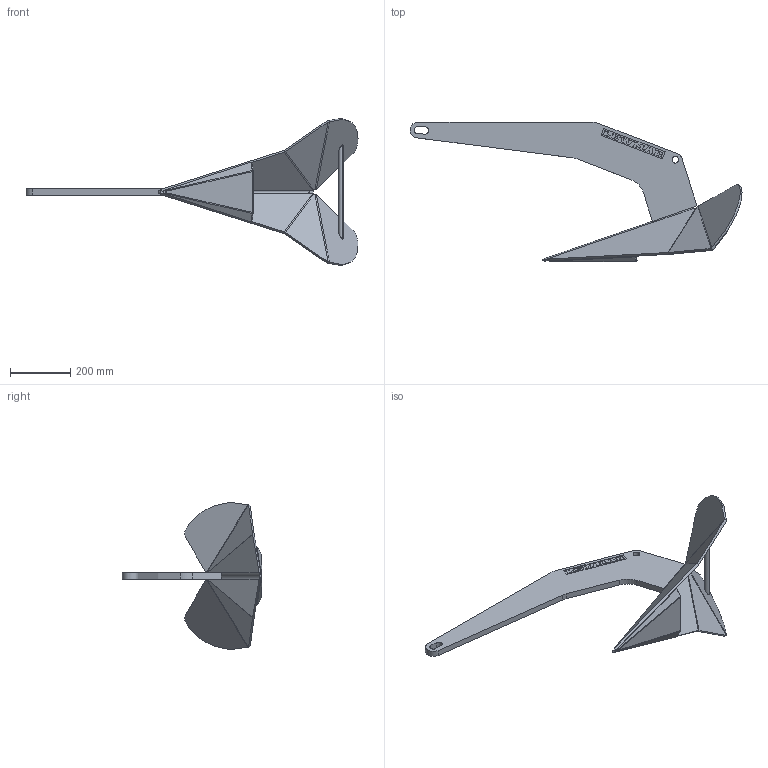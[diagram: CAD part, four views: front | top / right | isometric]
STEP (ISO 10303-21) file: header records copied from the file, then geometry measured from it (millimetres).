
FILE_DESCRIPTION((''),'2;1');
FILE_NAME('69000524_ASM','2013-01-08T',('mdance'),(''),'PRO/ENGINEER BY PARAMETRIC TECHNOLOGY CORPORATION, 2010280','PRO/ENGINEER BY PARAMETRIC TECHNOLOGY CORPORATION, 2010280','');
FILE_SCHEMA(('CONFIG_CONTROL_DESIGN'));
Length unit declared in the file: millimetre
Products named in the file (7): 65001957; 65001958; 65001960; 65001961; 65001959; BALLAST_40KG_DTX; 69000524_ASM
Assembly tree (6 placements, depth 2):
  69000524_ASM
    65001957
    65001958
    65001960
    65001961
    65001959
    BALLAST_40KG_DTX
Bounding box: 1101.16 x 462.84 x 489.04 mm (x, y, z)
Volume: 4959930.7 mm3; surface area: 884896.4 mm2
Topology: 6 solids, 6 shells, 1406 faces, 3922 edges, 2600 vertices
Faces by surface type: plane 1340, cylinder 32, bspline 20, extrusion 14
Entity records: 45195 total; most frequent: CARTESIAN_POINT 9057, ORIENTED_EDGE 7844, DIRECTION 6664, EDGE_CURVE 3922, VECTOR 3822, LINE 3808, VERTEX_POINT 2600, EDGE_LOOP 1486
